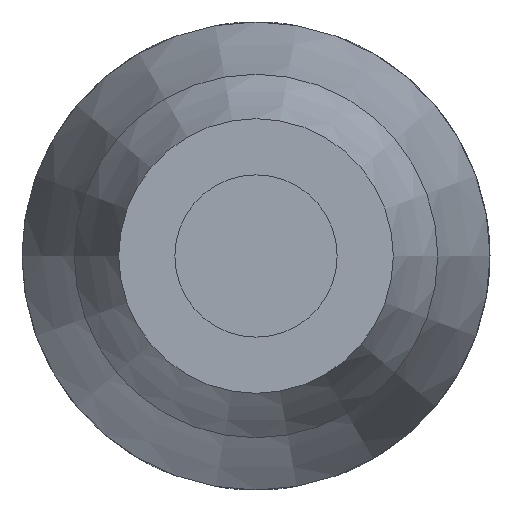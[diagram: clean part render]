
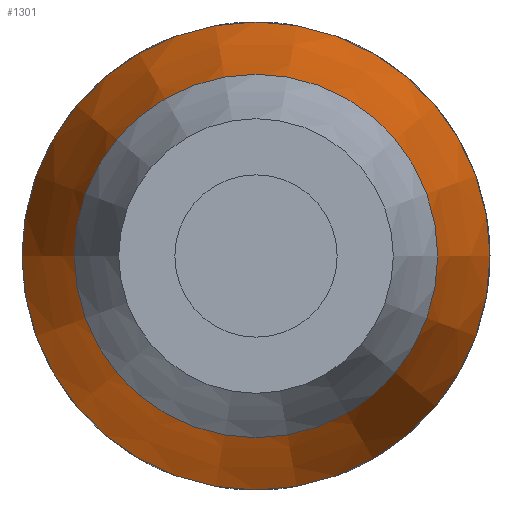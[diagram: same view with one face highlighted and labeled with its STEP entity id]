
A CAD part, left-side view. The second image highlights one B-rep face of the part: STEP entity #1301.
In plain terms, the highlighted conical face has half-angle 13.36 degrees and reference radius 7.5 mm.
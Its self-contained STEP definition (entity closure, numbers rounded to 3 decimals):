
#258=CONICAL_SURFACE('',#4508,7.5,13.36);
#1037=FACE_BOUND('',#1910,.T.);
#1038=FACE_BOUND('',#1911,.T.);
#1301=ADVANCED_FACE('F131',(#1037,#1038),#258,.T.);
#1910=EDGE_LOOP('',(#3094));
#1911=EDGE_LOOP('',(#3095));
#3094=ORIENTED_EDGE('',*,*,#4070,.T.);
#3095=ORIENTED_EDGE('',*,*,#4071,.F.);
#3478=VERTEX_POINT('',#9035);
#3479=VERTEX_POINT('',#9038);
#4070=EDGE_CURVE('E312',#3478,#3478,#4203,.T.);
#4071=EDGE_CURVE('E310',#3479,#3479,#4204,.T.);
#4203=CIRCLE('',#4505,7.5);
#4204=CIRCLE('',#4507,5.6);
#4505=AXIS2_PLACEMENT_3D('',#9034,#5318,#5319);
#4507=AXIS2_PLACEMENT_3D('',#9037,#5322,#5323);
#4508=AXIS2_PLACEMENT_3D('',#9039,#5324,#5325);
#5318=DIRECTION('',(-1.,0.,0.));
#5319=DIRECTION('',(0.,-1.,0.));
#5322=DIRECTION('',(-1.,0.,0.));
#5323=DIRECTION('',(0.,0.,1.));
#5324=DIRECTION('',(1.,0.,0.));
#5325=DIRECTION('',(0.,-1.,0.));
#9034=CARTESIAN_POINT('',(159.601,0.,0.));
#9035=CARTESIAN_POINT('',(159.601,-7.5,0.));
#9037=CARTESIAN_POINT('',(151.601,0.,0.));
#9038=CARTESIAN_POINT('',(151.601,0.,5.6));
#9039=CARTESIAN_POINT('',(159.601,0.,0.));
